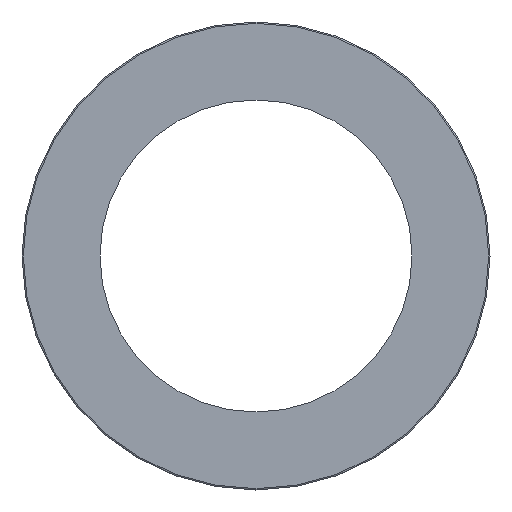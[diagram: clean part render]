
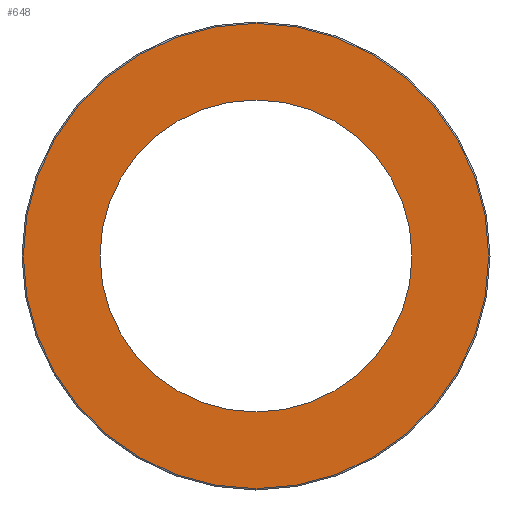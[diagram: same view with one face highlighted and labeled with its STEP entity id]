
A CAD part, left-side view. The second image highlights one B-rep face of the part: STEP entity #648.
In plain terms, the highlighted planar face has unit normal (-1, 0, 0).
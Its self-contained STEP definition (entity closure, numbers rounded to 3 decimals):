
#29 = EDGE_CURVE ( 'NONE', #532, #570, #280, .T. ) ;
#32 = AXIS2_PLACEMENT_3D ( 'NONE', #505, #491, #499 ) ;
#60 = AXIS2_PLACEMENT_3D ( 'NONE', #583, #447, #381 ) ;
#64 = AXIS2_PLACEMENT_3D ( 'NONE', #403, #400, #592 ) ;
#74 = AXIS2_PLACEMENT_3D ( 'NONE', #476, #637, #633 ) ;
#180 = FACE_OUTER_BOUND ( 'NONE', #220, .T. ) ;
#184 = ORIENTED_EDGE ( 'NONE', *, *, #341, .F. ) ;
#215 = ORIENTED_EDGE ( 'NONE', *, *, #361, .T. ) ;
#220 = EDGE_LOOP ( 'NONE', ( #215, #238 ) ) ;
#226 = CIRCLE ( 'NONE', #64, 30. ) ;
#227 = CIRCLE ( 'NONE', #60, 30. ) ;
#233 = EDGE_LOOP ( 'NONE', ( #236, #184 ) ) ;
#236 = ORIENTED_EDGE ( 'NONE', *, *, #360, .F. ) ;
#238 = ORIENTED_EDGE ( 'NONE', *, *, #29, .T. ) ;
#280 = CIRCLE ( 'NONE', #32, 44.75 ) ;
#296 = FACE_BOUND ( 'NONE', #233, .T. ) ;
#298 = CIRCLE ( 'NONE', #74, 44.75 ) ;
#341 = EDGE_CURVE ( 'NONE', #581, #548, #226, .T. ) ;
#360 = EDGE_CURVE ( 'NONE', #548, #581, #227, .T. ) ;
#361 = EDGE_CURVE ( 'NONE', #570, #532, #298, .T. ) ;
#381 = DIRECTION ( 'NONE',  ( 0., 0., 1. ) ) ;
#399 = CARTESIAN_POINT ( 'NONE',  ( -104.5, 0., 44.75 ) ) ;
#400 = DIRECTION ( 'NONE',  ( -1., 0., 0. ) ) ;
#403 = CARTESIAN_POINT ( 'NONE',  ( -104.5, 0., 0. ) ) ;
#447 = DIRECTION ( 'NONE',  ( -1., 0., 0. ) ) ;
#464 = PLANE ( 'NONE',  #642 ) ;
#466 = DIRECTION ( 'NONE',  ( 0., 0., -1. ) ) ;
#469 = CARTESIAN_POINT ( 'NONE',  ( -104.5, 30., 0. ) ) ;
#476 = CARTESIAN_POINT ( 'NONE',  ( -104.5, 0., 0. ) ) ;
#481 = CARTESIAN_POINT ( 'NONE',  ( -104.5, 0., -44.75 ) ) ;
#489 = DIRECTION ( 'NONE',  ( 1., 0., 0. ) ) ;
#490 = CARTESIAN_POINT ( 'NONE',  ( -104.5, 0., -30. ) ) ;
#491 = DIRECTION ( 'NONE',  ( -1., 0., 0. ) ) ;
#499 = DIRECTION ( 'NONE',  ( 0., 0., -1. ) ) ;
#505 = CARTESIAN_POINT ( 'NONE',  ( -104.5, 0., 0. ) ) ;
#532 = VERTEX_POINT ( 'NONE', #399 ) ;
#548 = VERTEX_POINT ( 'NONE', #558 ) ;
#558 = CARTESIAN_POINT ( 'NONE',  ( -104.5, 0., 30. ) ) ;
#570 = VERTEX_POINT ( 'NONE', #481 ) ;
#581 = VERTEX_POINT ( 'NONE', #490 ) ;
#583 = CARTESIAN_POINT ( 'NONE',  ( -104.5, 0., 0. ) ) ;
#592 = DIRECTION ( 'NONE',  ( 0., 0., 1. ) ) ;
#633 = DIRECTION ( 'NONE',  ( 0., 0., -1. ) ) ;
#637 = DIRECTION ( 'NONE',  ( -1., 0., 0. ) ) ;
#642 = AXIS2_PLACEMENT_3D ( 'NONE', #469, #489, #466 ) ;
#648 = ADVANCED_FACE ( 'NONE', ( #180, #296 ), #464, .F. ) ;
